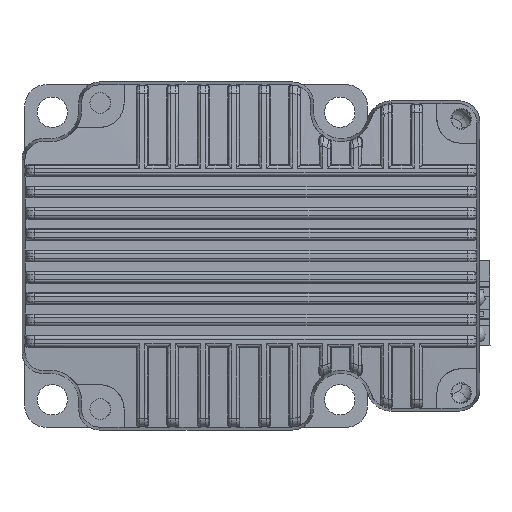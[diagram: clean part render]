
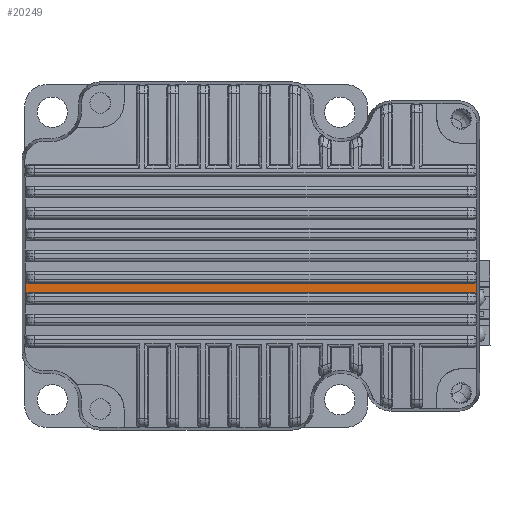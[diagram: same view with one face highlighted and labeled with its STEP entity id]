
A CAD part, front view. The second image highlights one B-rep face of the part: STEP entity #20249.
In plain terms, the highlighted cylindrical face has radius 272.359 mm (diameter 544.717 mm), a partial arc.
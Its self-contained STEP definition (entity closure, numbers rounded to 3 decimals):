
#484 = CARTESIAN_POINT ( 'NONE',  ( 56.386, -108.114, 57.1 ) ) ;
#511 = EDGE_CURVE ( 'NONE', #22010, #1519, #29621, .T. ) ;
#1008 =( BOUNDED_CURVE ( )  B_SPLINE_CURVE ( 3, ( #38331, #3176, #12426, #9673 ),
 .UNSPECIFIED., .F., .T. ) 
 B_SPLINE_CURVE_WITH_KNOTS ( ( 4, 4 ),
 ( 0.015, 0.024 ),
 .UNSPECIFIED. ) 
 CURVE ( )  GEOMETRIC_REPRESENTATION_ITEM ( )  RATIONAL_B_SPLINE_CURVE ( ( 1., 1., 1., 1. ) ) 
 REPRESENTATION_ITEM ( '' )  );
#1057 = B_SPLINE_CURVE_WITH_KNOTS ( 'NONE', 3,
 ( #1744, #14025, #7978, #23778, #11022, #36420 ),
 .UNSPECIFIED., .F., .F.,
 ( 4, 2, 4 ),
 ( 0., 0., 0.001 ),
 .UNSPECIFIED. ) ;
#1449 = CARTESIAN_POINT ( 'NONE',  ( -17.212, -108.073, 55.042 ) ) ;
#1511 = CARTESIAN_POINT ( 'NONE',  ( -17.211, -108.122, 57.6 ) ) ;
#1519 = VERTEX_POINT ( 'NONE', #20287 ) ;
#1588 = VERTEX_POINT ( 'NONE', #2167 ) ;
#1744 = CARTESIAN_POINT ( 'NONE',  ( 56.886, -108.073, 55.042 ) ) ;
#2167 = CARTESIAN_POINT ( 'NONE',  ( -16.712, -108.084, 55.541 ) ) ;
#2446 = CARTESIAN_POINT ( 'NONE',  ( -16.711, -108.114, 57.1 ) ) ;
#3176 = CARTESIAN_POINT ( 'NONE',  ( 56.886, -108.11, 56.747 ) ) ;
#3993 = DIRECTION ( 'NONE',  ( 1., 0., 0. ) ) ;
#4028 = ORIENTED_EDGE ( 'NONE', *, *, #8806, .F. ) ;
#4060 = EDGE_CURVE ( 'NONE', #16080, #28185, #1057, .T. ) ;
#4070 = CARTESIAN_POINT ( 'NONE',  ( 56.831, -108.118, 57.339 ) ) ;
#4189 = CARTESIAN_POINT ( 'NONE',  ( -17.158, -108.079, 55.303 ) ) ;
#4818 = CARTESIAN_POINT ( 'NONE',  ( -16.843, -108.114, 57.1 ) ) ;
#6479 = CARTESIAN_POINT ( 'NONE',  ( -17.212, -108.073, 55.042 ) ) ;
#6942 = ORIENTED_EDGE ( 'NONE', *, *, #10380, .T. ) ;
#7429 = VERTEX_POINT ( 'NONE', #38676 ) ;
#7534 = LINE ( 'NONE', #10904, #10484 ) ;
#7978 = CARTESIAN_POINT ( 'NONE',  ( 56.832, -108.079, 55.303 ) ) ;
#8806 = EDGE_CURVE ( 'NONE', #30638, #1519, #10921, .T. ) ;
#9673 = CARTESIAN_POINT ( 'NONE',  ( 56.886, -108.073, 55.042 ) ) ;
#9890 = CARTESIAN_POINT ( 'NONE',  ( 56.886, -108.122, 57.6 ) ) ;
#10380 = EDGE_CURVE ( 'NONE', #30638, #1588, #22843, .T. ) ;
#10426 = CARTESIAN_POINT ( 'NONE',  ( 56.647, -108.115, 57.154 ) ) ;
#10484 = VECTOR ( 'NONE', #32846, 1000. ) ;
#10904 = CARTESIAN_POINT ( 'NONE',  ( 184.931, -108.114, 57.1 ) ) ;
#10921 =( BOUNDED_CURVE ( )  B_SPLINE_CURVE ( 3, ( #1449, #14273, #23755, #26950 ),
 .UNSPECIFIED., .F., .F. ) 
 B_SPLINE_CURVE_WITH_KNOTS ( ( 4, 4 ),
 ( 3.118, 3.127 ),
 .UNSPECIFIED. ) 
 CURVE ( )  GEOMETRIC_REPRESENTATION_ITEM ( )  RATIONAL_B_SPLINE_CURVE ( ( 1., 1., 1., 1. ) ) 
 REPRESENTATION_ITEM ( '' )  );
#11022 = CARTESIAN_POINT ( 'NONE',  ( 56.518, -108.084, 55.541 ) ) ;
#11695 = AXIS2_PLACEMENT_3D ( 'NONE', #23132, #26886, #29952 ) ;
#12426 = CARTESIAN_POINT ( 'NONE',  ( 56.886, -108.093, 55.894 ) ) ;
#12684 = EDGE_LOOP ( 'NONE', ( #4028, #6942, #16612, #20650, #31884, #33706, #38363, #28333 ) ) ;
#13151 = EDGE_CURVE ( 'NONE', #29919, #16080, #1008, .T. ) ;
#13692 = CARTESIAN_POINT ( 'NONE',  ( -16.973, -108.083, 55.487 ) ) ;
#14025 = CARTESIAN_POINT ( 'NONE',  ( 56.886, -108.076, 55.174 ) ) ;
#14273 = CARTESIAN_POINT ( 'NONE',  ( -17.211, -108.093, 55.894 ) ) ;
#15152 = EDGE_CURVE ( 'NONE', #1588, #28185, #32992, .T. ) ;
#16080 = VERTEX_POINT ( 'NONE', #26864 ) ;
#16347 = CARTESIAN_POINT ( 'NONE',  ( -17.212, -108.073, 55.042 ) ) ;
#16612 = ORIENTED_EDGE ( 'NONE', *, *, #15152, .T. ) ;
#17075 = VECTOR ( 'NONE', #3993, 1000. ) ;
#17668 = CARTESIAN_POINT ( 'NONE',  ( -17.157, -108.118, 57.339 ) ) ;
#17720 = FACE_OUTER_BOUND ( 'NONE', #12684, .T. ) ;
#19498 = CARTESIAN_POINT ( 'NONE',  ( 184.931, -108.084, 55.541 ) ) ;
#19552 = CARTESIAN_POINT ( 'NONE',  ( -16.712, -108.084, 55.541 ) ) ;
#20214 = CARTESIAN_POINT ( 'NONE',  ( 56.886, -108.122, 57.6 ) ) ;
#20249 = ADVANCED_FACE ( 'NONE', ( #17720 ), #41036, .T. ) ;
#20287 = CARTESIAN_POINT ( 'NONE',  ( -17.211, -108.122, 57.6 ) ) ;
#20650 = ORIENTED_EDGE ( 'NONE', *, *, #4060, .F. ) ;
#22010 = VERTEX_POINT ( 'NONE', #2446 ) ;
#22756 = CARTESIAN_POINT ( 'NONE',  ( 56.886, -108.12, 57.468 ) ) ;
#22843 = B_SPLINE_CURVE_WITH_KNOTS ( 'NONE', 3,
 ( #16347, #32751, #4189, #13692, #38521, #19552 ),
 .UNSPECIFIED., .F., .F.,
 ( 4, 2, 4 ),
 ( 0., 0., 0.001 ),
 .UNSPECIFIED. ) ;
#23132 = CARTESIAN_POINT ( 'NONE',  ( 184.931, 164.208, 61.57 ) ) ;
#23755 = CARTESIAN_POINT ( 'NONE',  ( -17.211, -108.11, 56.747 ) ) ;
#23778 = CARTESIAN_POINT ( 'NONE',  ( 56.648, -108.083, 55.487 ) ) ;
#26239 = CARTESIAN_POINT ( 'NONE',  ( 56.518, -108.114, 57.1 ) ) ;
#26864 = CARTESIAN_POINT ( 'NONE',  ( 56.886, -108.073, 55.042 ) ) ;
#26886 = DIRECTION ( 'NONE',  ( -1., 0., 0. ) ) ;
#26950 = CARTESIAN_POINT ( 'NONE',  ( -17.211, -108.122, 57.6 ) ) ;
#27279 = CARTESIAN_POINT ( 'NONE',  ( -17.211, -108.12, 57.468 ) ) ;
#27426 = CARTESIAN_POINT ( 'NONE',  ( -16.711, -108.114, 57.1 ) ) ;
#28185 = VERTEX_POINT ( 'NONE', #39018 ) ;
#28333 = ORIENTED_EDGE ( 'NONE', *, *, #511, .T. ) ;
#29621 = B_SPLINE_CURVE_WITH_KNOTS ( 'NONE', 3,
 ( #27426, #4818, #32564, #17668, #27279, #1511 ),
 .UNSPECIFIED., .F., .F.,
 ( 4, 2, 4 ),
 ( 0., 0., 0.001 ),
 .UNSPECIFIED. ) ;
#29919 = VERTEX_POINT ( 'NONE', #20214 ) ;
#29952 = DIRECTION ( 'NONE',  ( 0., 0., 1. ) ) ;
#30638 = VERTEX_POINT ( 'NONE', #6479 ) ;
#31110 = EDGE_CURVE ( 'NONE', #29919, #7429, #34702, .T. ) ;
#31884 = ORIENTED_EDGE ( 'NONE', *, *, #13151, .F. ) ;
#32564 = CARTESIAN_POINT ( 'NONE',  ( -16.972, -108.115, 57.154 ) ) ;
#32751 = CARTESIAN_POINT ( 'NONE',  ( -17.212, -108.076, 55.174 ) ) ;
#32846 = DIRECTION ( 'NONE',  ( -1., 0., 0. ) ) ;
#32992 = LINE ( 'NONE', #19498, #17075 ) ;
#33706 = ORIENTED_EDGE ( 'NONE', *, *, #31110, .T. ) ;
#34702 = B_SPLINE_CURVE_WITH_KNOTS ( 'NONE', 3,
 ( #9890, #22756, #4070, #10426, #26239, #484 ),
 .UNSPECIFIED., .F., .F.,
 ( 4, 2, 4 ),
 ( 0., 0., 0.001 ),
 .UNSPECIFIED. ) ;
#36420 = CARTESIAN_POINT ( 'NONE',  ( 56.386, -108.084, 55.541 ) ) ;
#36706 = EDGE_CURVE ( 'NONE', #7429, #22010, #7534, .T. ) ;
#38331 = CARTESIAN_POINT ( 'NONE',  ( 56.886, -108.122, 57.6 ) ) ;
#38363 = ORIENTED_EDGE ( 'NONE', *, *, #36706, .T. ) ;
#38521 = CARTESIAN_POINT ( 'NONE',  ( -16.844, -108.084, 55.541 ) ) ;
#38676 = CARTESIAN_POINT ( 'NONE',  ( 56.386, -108.114, 57.1 ) ) ;
#39018 = CARTESIAN_POINT ( 'NONE',  ( 56.386, -108.084, 55.541 ) ) ;
#41036 = CYLINDRICAL_SURFACE ( 'NONE', #11695, 272.359 ) ;
